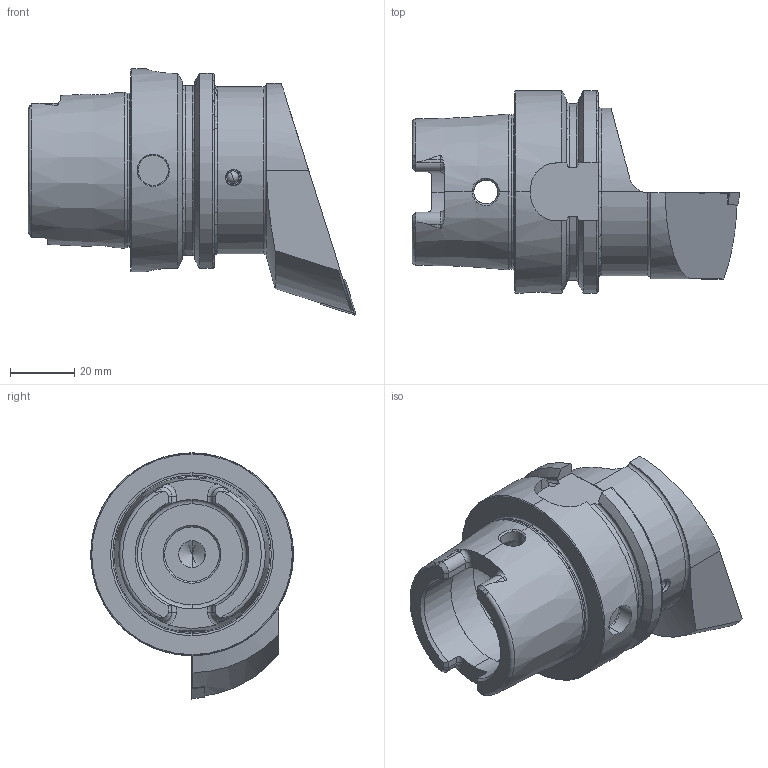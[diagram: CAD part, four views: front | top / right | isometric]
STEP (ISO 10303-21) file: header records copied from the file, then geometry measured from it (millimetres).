
FILE_DESCRIPTION (( 'STEP AP203' ), '1' );
FILE_NAME ('HA6-KDB.RHA.070.STEP', '2012-04-13T12:15:15', ( 'SwiAdmin' ), ( '' ), 'SwSTEP 2.0', 'SolidWorks 2012', '' );
FILE_SCHEMA (( 'CONFIG_CONTROL_DESIGN' ));
Length unit declared in the file: millimetre
Products named in the file (5): HA6-KDB.RHA.070; KVT_MB_600_050; WCB-ER2.001.009_A; DCMT11T304; HA6-KDB.RHA.070_A
Assembly tree (4 placements, depth 2):
  HA6-KDB.RHA.070
    HA6-KDB.RHA.070_A
    DCMT11T304
    WCB-ER2.001.009_A
    KVT_MB_600_050
Bounding box: 101.9 x 63 x 76.5 mm (x, y, z)
Volume: 129444.6 mm3; surface area: 29582.7 mm2
Topology: 5 solids, 5 shells, 313 faces, 804 edges, 490 vertices
Faces by surface type: cylinder 92, cone 81, plane 77, torus 38, bspline 21, sphere 4
Entity records: 11775 total; most frequent: CARTESIAN_POINT 4121, ORIENTED_EDGE 1570, DIRECTION 1413, EDGE_CURVE 785, AXIS2_PLACEMENT_3D 568, VERTEX_POINT 487, EDGE_LOOP 328, FACE_OUTER_BOUND 313
